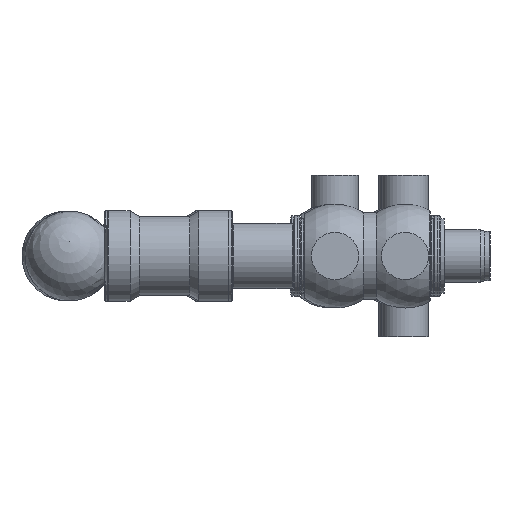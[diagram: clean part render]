
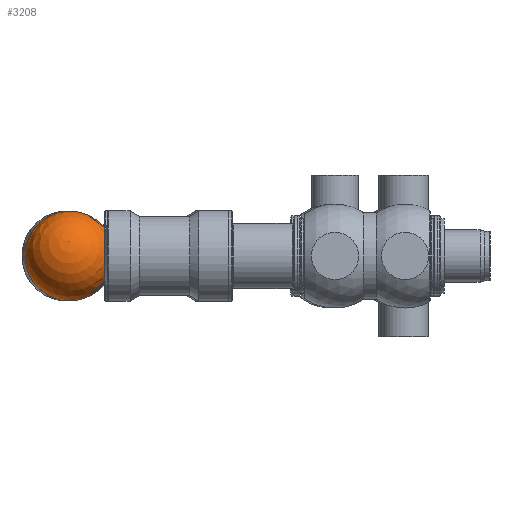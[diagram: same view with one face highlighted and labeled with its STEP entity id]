
A CAD part, left-side view. The second image highlights one B-rep face of the part: STEP entity #3208.
In plain terms, the highlighted spherical face has radius 72.5 mm.
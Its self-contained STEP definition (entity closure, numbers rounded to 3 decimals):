
#231=SPHERICAL_SURFACE('',#3779,72.5);
#709=FACE_BOUND('',#1516,.T.);
#1516=EDGE_LOOP('',(#2841));
#1782=CIRCLE('',#3780,46.648);
#2047=VERTEX_POINT('',#5871);
#2312=EDGE_CURVE('',#2047,#2047,#1782,.T.);
#2841=ORIENTED_EDGE('',*,*,#2312,.F.);
#3208=ADVANCED_FACE('',(#709),#231,.T.);
#3779=AXIS2_PLACEMENT_3D('',#5870,#4943,#4944);
#3780=AXIS2_PLACEMENT_3D('',#5872,#4945,#4946);
#4943=DIRECTION('center_axis',(0.,0.,1.));
#4944=DIRECTION('ref_axis',(1.,0.,0.));
#4945=DIRECTION('center_axis',(0.,-1.,0.));
#4946=DIRECTION('ref_axis',(1.,0.,0.));
#5870=CARTESIAN_POINT('Origin',(150.,266.5,0.));
#5871=CARTESIAN_POINT('',(196.648,211.,0.));
#5872=CARTESIAN_POINT('Origin',(150.,211.,0.));
